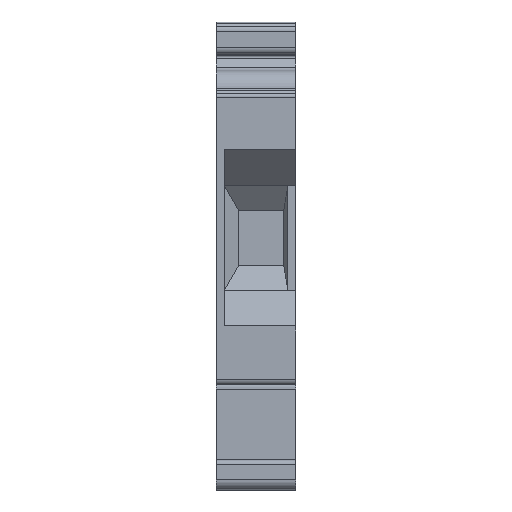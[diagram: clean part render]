
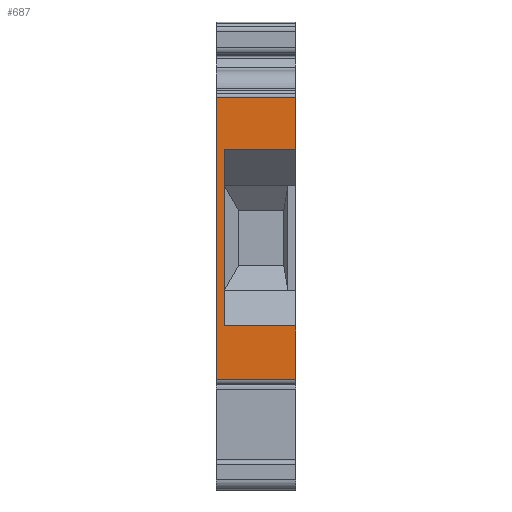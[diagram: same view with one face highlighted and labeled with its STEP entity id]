
A CAD part, left-side view. The second image highlights one B-rep face of the part: STEP entity #687.
In plain terms, the highlighted planar face has unit normal (-1, 0, 0).
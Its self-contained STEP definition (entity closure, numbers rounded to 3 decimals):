
#687 = ADVANCED_FACE( '', ( #1376 ), #1377, .F. );
#1376 = FACE_OUTER_BOUND( '', #2058, .T. );
#1377 = PLANE( '', #2059 );
#2058 = EDGE_LOOP( '', ( #4218, #4219, #4220, #4221, #4222, #4223, #4224, #4225 ) );
#2059 = AXIS2_PLACEMENT_3D( '', #4226, #4227, #4228 );
#4218 = ORIENTED_EDGE( '', *, *, #4502, .T. );
#4219 = ORIENTED_EDGE( '', *, *, #5010, .F. );
#4220 = ORIENTED_EDGE( '', *, *, #4479, .F. );
#4221 = ORIENTED_EDGE( '', *, *, #5104, .T. );
#4222 = ORIENTED_EDGE( '', *, *, #4625, .T. );
#4223 = ORIENTED_EDGE( '', *, *, #4953, .F. );
#4224 = ORIENTED_EDGE( '', *, *, #5068, .F. );
#4225 = ORIENTED_EDGE( '', *, *, #4812, .T. );
#4226 = CARTESIAN_POINT( '', ( -21., 7.95, -12.29 ) );
#4227 = DIRECTION( '', ( 1., 0., 0. ) );
#4228 = DIRECTION( '', ( 0., 0., -1. ) );
#4479 = EDGE_CURVE( '', #5519, #5515, #5521, .T. );
#4502 = EDGE_CURVE( '', #5560, #5558, #5561, .T. );
#4625 = EDGE_CURVE( '', #5776, #5774, #5777, .T. );
#4812 = EDGE_CURVE( '', #6041, #5560, #6042, .T. );
#4953 = EDGE_CURVE( '', #6223, #5774, #6225, .T. );
#5010 = EDGE_CURVE( '', #5515, #5558, #6294, .T. );
#5068 = EDGE_CURVE( '', #6041, #6223, #6357, .T. );
#5104 = EDGE_CURVE( '', #5519, #5776, #6396, .T. );
#5515 = VERTEX_POINT( '', #6947 );
#5519 = VERTEX_POINT( '', #6953 );
#5521 = LINE( '', #6956, #6957 );
#5558 = VERTEX_POINT( '', #7006 );
#5560 = VERTEX_POINT( '', #7009 );
#5561 = LINE( '', #7010, #7011 );
#5774 = VERTEX_POINT( '', #7286 );
#5776 = VERTEX_POINT( '', #7288 );
#5777 = LINE( '', #7289, #7290 );
#6041 = VERTEX_POINT( '', #7658 );
#6042 = LINE( '', #7659, #7660 );
#6223 = VERTEX_POINT( '', #7911 );
#6225 = LINE( '', #7913, #7914 );
#6294 = LINE( '', #8008, #8009 );
#6357 = LINE( '', #8091, #8092 );
#6396 = LINE( '', #8142, #8143 );
#6947 = CARTESIAN_POINT( '', ( -21., 7.15, -6.975 ) );
#6953 = CARTESIAN_POINT( '', ( -21., 7.15, 10.625 ) );
#6956 = CARTESIAN_POINT( '', ( -21., 7.15, -6.975 ) );
#6957 = VECTOR( '', #8419, 1000. );
#7006 = CARTESIAN_POINT( '', ( -21., 0., -6.975 ) );
#7009 = CARTESIAN_POINT( '', ( -21., 0., -12.29 ) );
#7010 = CARTESIAN_POINT( '', ( -21., 0., -12.29 ) );
#7011 = VECTOR( '', #8448, 1000. );
#7286 = CARTESIAN_POINT( '', ( -21., 0., 15.829 ) );
#7288 = CARTESIAN_POINT( '', ( -21., 0., 10.625 ) );
#7289 = CARTESIAN_POINT( '', ( -21., 0., -12.29 ) );
#7290 = VECTOR( '', #8691, 1000. );
#7658 = CARTESIAN_POINT( '', ( -21., 7.95, -12.29 ) );
#7659 = CARTESIAN_POINT( '', ( -21., 7.95, -12.29 ) );
#7660 = VECTOR( '', #8883, 1000. );
#7911 = CARTESIAN_POINT( '', ( -21., 7.95, 15.829 ) );
#7913 = CARTESIAN_POINT( '', ( -21., 7.95, 15.829 ) );
#7914 = VECTOR( '', #9023, 1000. );
#8008 = CARTESIAN_POINT( '', ( -21., 7.15, -6.975 ) );
#8009 = VECTOR( '', #9076, 1000. );
#8091 = CARTESIAN_POINT( '', ( -21., 7.95, -12.29 ) );
#8092 = VECTOR( '', #9147, 1000. );
#8142 = CARTESIAN_POINT( '', ( -21., 7.15, 10.625 ) );
#8143 = VECTOR( '', #9168, 1000. );
#8419 = DIRECTION( '', ( 0., 0., -1. ) );
#8448 = DIRECTION( '', ( 0., 0., 1. ) );
#8691 = DIRECTION( '', ( 0., 0., 1. ) );
#8883 = DIRECTION( '', ( 0., -1., 0. ) );
#9023 = DIRECTION( '', ( 0., -1., 0. ) );
#9076 = DIRECTION( '', ( 0., -1., 0. ) );
#9147 = DIRECTION( '', ( 0., 0., 1. ) );
#9168 = DIRECTION( '', ( 0., -1., 0. ) );
